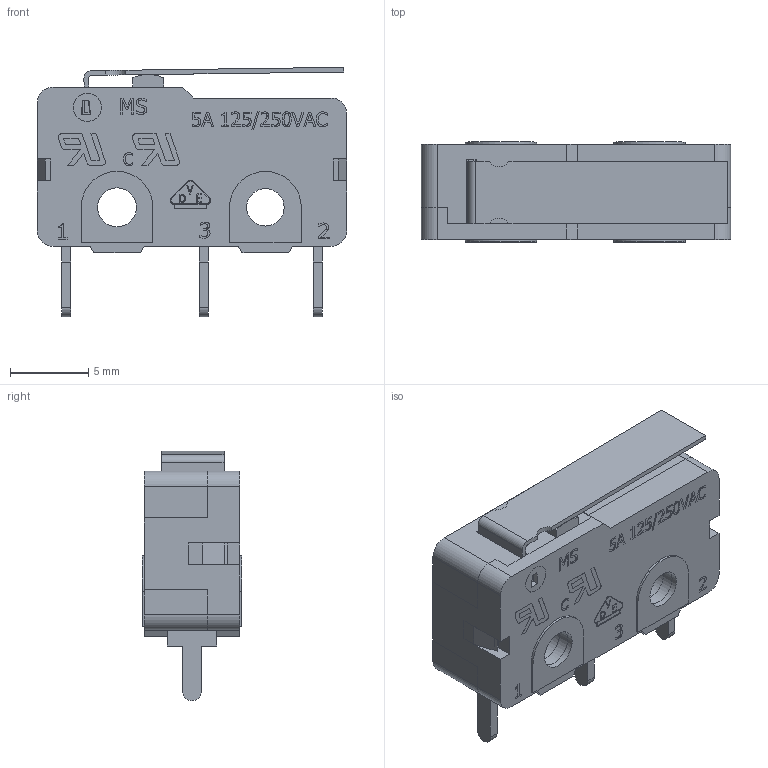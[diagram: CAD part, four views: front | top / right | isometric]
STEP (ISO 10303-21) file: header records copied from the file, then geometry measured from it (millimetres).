
FILE_DESCRIPTION(/* description */ (''),/* implementation_level */ '2;1');
FILE_NAME(/* name */ 'MS0850501FxxxP1A.stp',/* time_stamp */ '2025-05-27T10:28:19-05:00',/* author */ ('mroman'),/* organization */ (''),/* preprocessor_version */ 'ST-DEVELOPER v18.1',/* originating_system */ 'Autodesk Inventor 2022',/* authorisation */ '');
FILE_SCHEMA (('AUTOMOTIVE_DESIGN { 1 0 10303 214 3 1 1 }'));
Length unit declared in the file: centimetre
Products named in the file (1): MS0850501FxxxP1A
Bounding box: 19.8 x 6.4 x 15.97 mm (x, y, z)
Volume: 807.5 mm3; surface area: 1574.1 mm2
Topology: 1 solids, 4 shells, 802 faces, 2204 edges, 1459 vertices
Faces by surface type: plane 509, bspline 243, cylinder 50
Full cylindrical faces by diameter (mm): 1.8 x1, 2.4 x3, 2.5 x3
Entity records: 26421 total; most frequent: CARTESIAN_POINT 7559, ORIENTED_EDGE 4412, DIRECTION 2932, EDGE_CURVE 2206, LINE 1628, VECTOR 1628, VERTEX_POINT 1459, EDGE_LOOP 859
